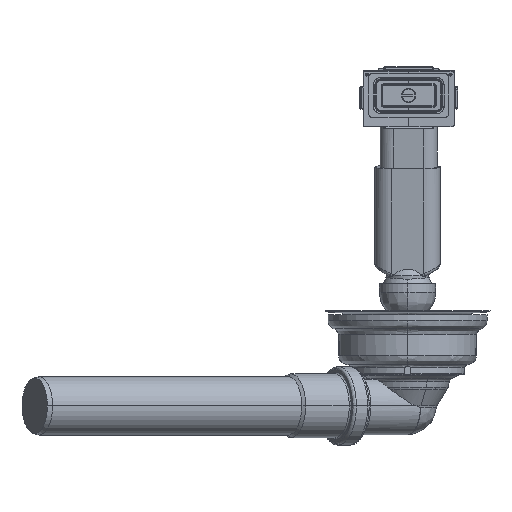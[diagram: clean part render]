
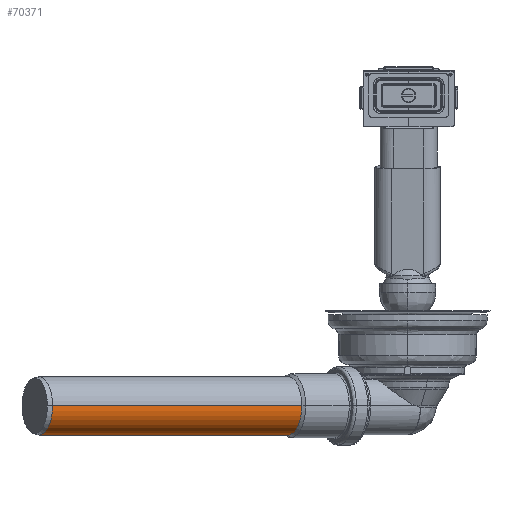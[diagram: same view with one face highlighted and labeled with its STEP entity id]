
A CAD part, front view. The second image highlights one B-rep face of the part: STEP entity #70371.
In plain terms, the highlighted cylindrical face has radius 20.15 mm (diameter 40.3 mm), a partial arc.
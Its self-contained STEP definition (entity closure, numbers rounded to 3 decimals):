
#68331=CARTESIAN_POINT(' ',(-82.39,-42.478,-69.185));
#68332=VERTEX_POINT(' ',#68331);
#68371=CARTESIAN_POINT(' ',(-73.156,-60.388,-49.035));
#68372=VERTEX_POINT(' ',#68371);
#68386=CARTESIAN_POINT(' ',(-82.39,-42.478,-49.035));
#68391=DIRECTION(' ',(-0.889,-0.458,0.));
#68396=DIRECTION(' ',(0.,0.,-1.));
#68401=AXIS2_PLACEMENT_3D(' ',#68386,#68391,#68396);
#68406=CIRCLE('',#68401,20.15);
#68411=EDGE_CURVE(' ',#68332,#68372,#68406,.T.);
#68476=CARTESIAN_POINT(' ',(-82.39,-42.478,-49.035));
#68481=DIRECTION(' ',(-0.889,-0.458,0.));
#68486=DIRECTION(' ',(-0.458,0.889,0.));
#68491=AXIS2_PLACEMENT_3D(' ',#68476,#68481,#68486);
#68496=CIRCLE('',#68491,20.15);
#68501=CARTESIAN_POINT(' ',(-91.624,-24.568,-49.035));
#68502=VERTEX_POINT(' ',#68501);
#68506=EDGE_CURVE(' ',#68502,#68332,#68496,.T.);
#70181=CARTESIAN_POINT(' ',(-170.074,-87.686,-49.035));
#70186=DIRECTION(' ',(-0.889,-0.458,0.));
#70191=DIRECTION(' ',(-0.458,0.889,0.));
#70196=AXIS2_PLACEMENT_3D(' ',#70181,#70186,#70191);
#70201=CYLINDRICAL_SURFACE(' ',#70196,20.15);
#70206=CARTESIAN_POINT(' ',(-245.413,-149.2,-49.035));
#70211=DIRECTION(' ',(0.889,0.458,0.));
#70216=VECTOR(' ',#70211,1.);
#70221=LINE('',#70206,#70216);
#70226=CARTESIAN_POINT(' ',(-245.413,-149.2,-49.035));
#70227=VERTEX_POINT(' ',#70226);
#70231=EDGE_CURVE(' ',#70227,#68372,#70221,.T.);
#70236=ORIENTED_EDGE(' ',*,*,#70231,.F.);
#70241=CARTESIAN_POINT(' ',(-254.647,-131.29,-49.035));
#70246=DIRECTION(' ',(-0.889,-0.458,0.));
#70251=DIRECTION(' ',(0.,0.,-1.));
#70256=AXIS2_PLACEMENT_3D(' ',#70241,#70246,#70251);
#70261=CIRCLE('',#70256,20.15);
#70266=CARTESIAN_POINT(' ',(-254.647,-131.29,-69.185));
#70267=VERTEX_POINT(' ',#70266);
#70271=EDGE_CURVE(' ',#70267,#70227,#70261,.T.);
#70276=ORIENTED_EDGE(' ',*,*,#70271,.F.);
#70281=CARTESIAN_POINT(' ',(-254.647,-131.29,-49.035));
#70286=DIRECTION(' ',(-0.889,-0.458,0.));
#70291=DIRECTION(' ',(-0.458,0.889,0.));
#70296=AXIS2_PLACEMENT_3D(' ',#70281,#70286,#70291);
#70301=CIRCLE('',#70296,20.15);
#70306=CARTESIAN_POINT(' ',(-263.881,-113.38,-49.035));
#70307=VERTEX_POINT(' ',#70306);
#70311=EDGE_CURVE(' ',#70307,#70267,#70301,.T.);
#70316=ORIENTED_EDGE(' ',*,*,#70311,.F.);
#70321=CARTESIAN_POINT(' ',(-91.624,-24.568,-49.035));
#70326=DIRECTION(' ',(-0.889,-0.458,0.));
#70331=VECTOR(' ',#70326,1.);
#70336=LINE('',#70321,#70331);
#70341=EDGE_CURVE(' ',#68502,#70307,#70336,.T.);
#70346=ORIENTED_EDGE(' ',*,*,#70341,.F.);
#70351=ORIENTED_EDGE(' ',*,*,#68506,.T.);
#70356=ORIENTED_EDGE(' ',*,*,#68411,.T.);
#70361=EDGE_LOOP(' ',(#70236,#70276,#70316,#70346,#70351,#70356));
#70366=FACE_OUTER_BOUND(' ',#70361,.T.);
#70371=ADVANCED_FACE('',(#70366),#70201,.T.);
